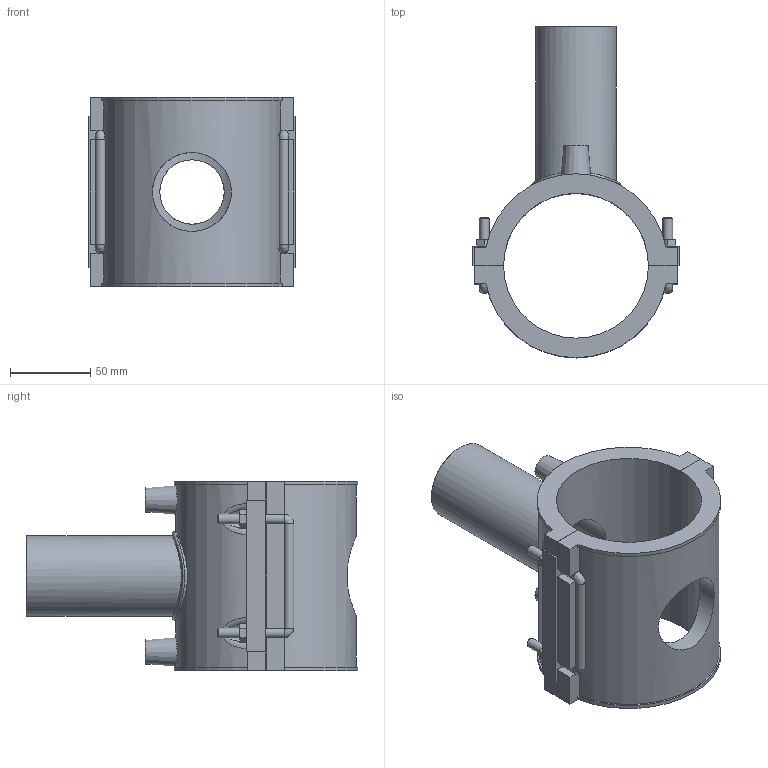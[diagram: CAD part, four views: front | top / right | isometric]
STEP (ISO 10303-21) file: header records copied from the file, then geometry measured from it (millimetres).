
FILE_DESCRIPTION(/* description */ ('PLASSON BRANCH SADDLE 90-50'),/* implementation_level */ '2;1');
FILE_NAME(/* name */ '495804090050.ipt.stp',/* time_stamp */ '2018-04-26T12:06:58+03:00',/* author */ ('KIM'),/* organization */ (''),/* preprocessor_version */ 'ST-DEVELOPER v15.6',/* originating_system */ 'Autodesk Inventor 2015',/* authorisation */ '');
FILE_SCHEMA (('AUTOMOTIVE_DESIGN { 1 0 10303 214 3 1 1 }'));
Length unit declared in the file: millimetre
Products named in the file (1): 495804090050
Bounding box: 128 x 206.12 x 118 mm (x, y, z)
Volume: 500016.5 mm3; surface area: 127479.5 mm2
Topology: 1 solids, 3 shells, 149 faces, 376 edges, 237 vertices
Faces by surface type: plane 89, cylinder 40, bspline 13, cone 7
Full cylindrical faces by diameter (mm): 4 x2, 6 x8, 10 x2, 40 x1, 49 x1, 50 x1, 55 x1
Entity records: 5362 total; most frequent: CARTESIAN_POINT 1963, ORIENTED_EDGE 684, DIRECTION 657, EDGE_CURVE 340, VERTEX_POINT 232, AXIS2_PLACEMENT_3D 221, LINE 215, VECTOR 215
